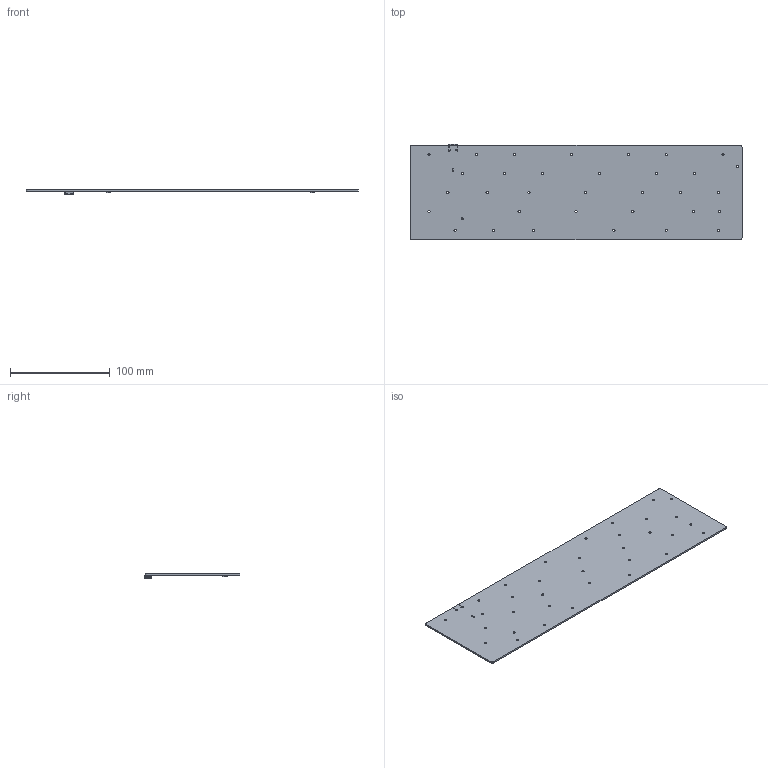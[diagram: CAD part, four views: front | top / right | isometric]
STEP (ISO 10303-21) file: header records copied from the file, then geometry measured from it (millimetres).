
FILE_DESCRIPTION(/* description */ (''),/* implementation_level */ '2;1');
FILE_NAME(/* name */ 'Faen-PCB.step',/* time_stamp */ '2022-08-22T21:17:49-07:00',/* author */ (''),/* organization */ (''),/* preprocessor_version */ 'ST-DEVELOPER v19',/* originating_system */ 'Autodesk Translation Framework v11.7.0.108',/* authorisation */ '');
FILE_SCHEMA (('AUTOMOTIVE_DESIGN { 1 0 10303 214 3 1 1 }'));
Length unit declared in the file: millimetre
Products named in the file (8): (Unsaved); 123123; SOLID; TYPE-C-31-M-12--3DModel-STEP-56544 (1); COMPOUND; Faen65XT PCB; 123123 (1); SOLID (1)
Assembly tree (7 placements, depth 3):
  (Unsaved)
    123123
      SOLID
    TYPE-C-31-M-12--3DModel-STEP-56544 (1)
      COMPOUND
    Faen65XT PCB
    123123 (1)
      SOLID (1)
Bounding box: 333.38 x 96.26 x 4.95 mm (x, y, z)
Volume: 50439.3 mm3; surface area: 65619.1 mm2
Topology: 4 solids, 4 shells, 1255 faces, 3397 edges, 2148 vertices
Faces by surface type: plane 939, cylinder 298, cone 18
Full cylindrical faces by diameter (mm): 0.5 x4, 0.7 x2, 1 x2, 2.2 x34
Entity records: 39753 total; most frequent: CARTESIAN_POINT 6859, ORIENTED_EDGE 6794, DIRECTION 6547, EDGE_CURVE 3397, LINE 2771, VECTOR 2771, VERTEX_POINT 2148, AXIS2_PLACEMENT_3D 1888
